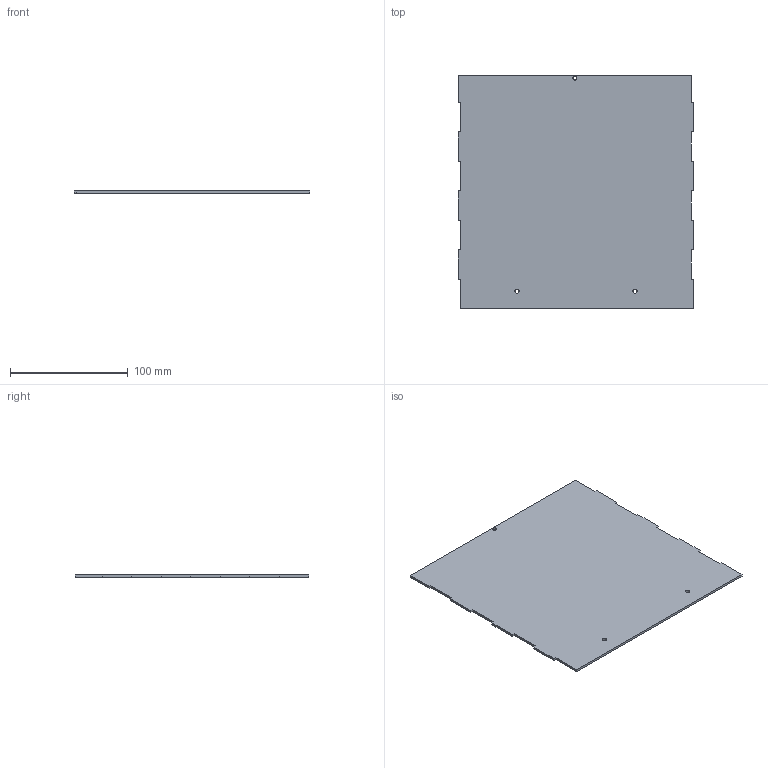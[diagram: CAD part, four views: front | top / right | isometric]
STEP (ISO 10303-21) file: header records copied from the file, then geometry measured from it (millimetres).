
FILE_DESCRIPTION(/* description */ (''),/* implementation_level */ '2;1');
FILE_NAME(/* name */ 'CorteMetacrilatox4.stp',/* time_stamp */ '2024-07-25T16:30:20+02:00',/* author */ ('sergi'),/* organization */ (''),/* preprocessor_version */ 'ST-DEVELOPER v19.2',/* originating_system */ 'Autodesk Inventor 2024',/* authorisation */ '');
FILE_SCHEMA (('AUTOMOTIVE_DESIGN { 1 0 10303 214 3 1 1 }'));
Length unit declared in the file: millimetre
Products named in the file (1): Contenedor_Pared_1
Bounding box: 200 x 198 x 2 mm (x, y, z)
Volume: 78308 mm3; surface area: 80014.4 mm2
Topology: 1 solids, 1 shells, 37 faces, 105 edges, 71 vertices
Faces by surface type: plane 34, cylinder 3
Full cylindrical faces by diameter (mm): 3.2 x1, 3.5 x2
Entity records: 1251 total; most frequent: CARTESIAN_POINT 214, ORIENTED_EDGE 210, DIRECTION 187, EDGE_CURVE 105, LINE 99, VECTOR 99, VERTEX_POINT 70, AXIS2_PLACEMENT_3D 44
